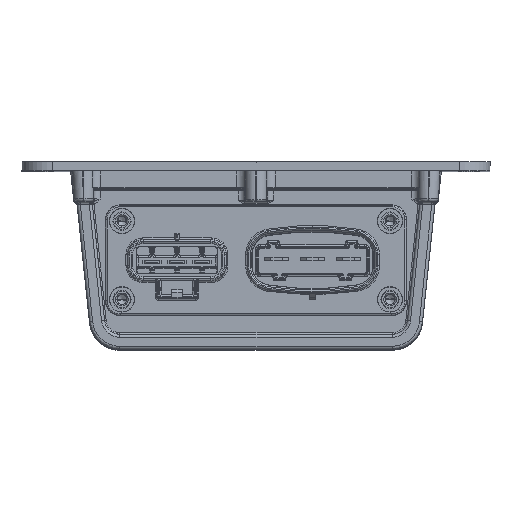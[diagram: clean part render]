
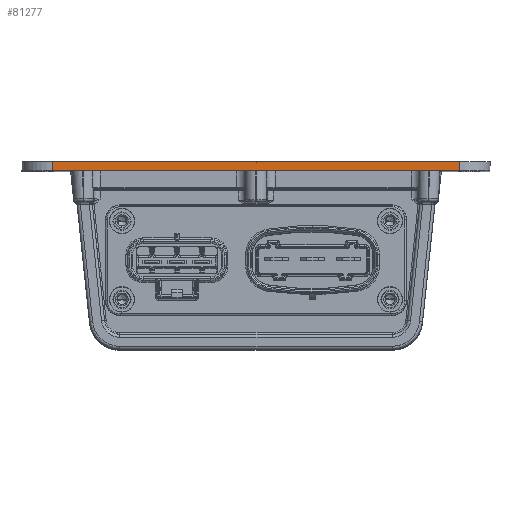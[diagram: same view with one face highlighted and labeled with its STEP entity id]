
A CAD part, top view. The second image highlights one B-rep face of the part: STEP entity #81277.
In plain terms, the highlighted planar face has unit normal (0, 0, 1).
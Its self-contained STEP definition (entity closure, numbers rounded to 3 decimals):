
#2436 = VERTEX_POINT ( 'NONE', #71470 ) ;
#6751 = DIRECTION ( 'NONE',  ( -1., 0., 0. ) ) ;
#15136 = CARTESIAN_POINT ( 'NONE',  ( -59.059, 39.791, 0.6 ) ) ;
#21370 = CARTESIAN_POINT ( 'NONE',  ( -69.059, 42.791, 0.6 ) ) ;
#22387 = VERTEX_POINT ( 'NONE', #87142 ) ;
#26686 = DIRECTION ( 'NONE',  ( 0., -1., 0. ) ) ;
#27672 = FACE_OUTER_BOUND ( 'NONE', #134948, .T. ) ;
#30005 = VERTEX_POINT ( 'NONE', #143903 ) ;
#30393 = DIRECTION ( 'NONE',  ( 0., 0., 1. ) ) ;
#39693 = EDGE_CURVE ( 'NONE', #30005, #120647, #170342, .T. ) ;
#44509 = VECTOR ( 'NONE', #6751, 1000. ) ;
#64747 = EDGE_CURVE ( 'NONE', #22387, #2436, #83941, .T. ) ;
#67778 = LINE ( 'NONE', #151816, #162511 ) ;
#71470 = CARTESIAN_POINT ( 'NONE',  ( 74.941, 39.791, 0.6 ) ) ;
#73790 = ORIENTED_EDGE ( 'NONE', *, *, #64747, .T. ) ;
#73866 = DIRECTION ( 'NONE',  ( 1., 0., 0. ) ) ;
#81277 = ADVANCED_FACE ( 'NONE', ( #27672 ), #169271, .T. ) ;
#83941 = LINE ( 'NONE', #104814, #116600 ) ;
#87142 = CARTESIAN_POINT ( 'NONE',  ( -59.059, 39.791, 0.6 ) ) ;
#88052 = ORIENTED_EDGE ( 'NONE', *, *, #134879, .T. ) ;
#99832 = CARTESIAN_POINT ( 'NONE',  ( -69.059, 39.791, 0.6 ) ) ;
#104814 = CARTESIAN_POINT ( 'NONE',  ( 7.941, 39.791, 0.6 ) ) ;
#109323 = CARTESIAN_POINT ( 'NONE',  ( -59.059, 42.791, 0.6 ) ) ;
#114641 = DIRECTION ( 'NONE',  ( 0., -1., 0. ) ) ;
#116600 = VECTOR ( 'NONE', #73866, 1000. ) ;
#120647 = VERTEX_POINT ( 'NONE', #109323 ) ;
#121717 = ORIENTED_EDGE ( 'NONE', *, *, #39693, .T. ) ;
#128356 = LINE ( 'NONE', #15136, #155943 ) ;
#134879 = EDGE_CURVE ( 'NONE', #120647, #22387, #128356, .T. ) ;
#134948 = EDGE_LOOP ( 'NONE', ( #73790, #177006, #121717, #88052 ) ) ;
#143903 = CARTESIAN_POINT ( 'NONE',  ( 74.941, 42.791, 0.6 ) ) ;
#144383 = EDGE_CURVE ( 'NONE', #30005, #2436, #67778, .T. ) ;
#151816 = CARTESIAN_POINT ( 'NONE',  ( 74.941, 39.791, 0.6 ) ) ;
#151902 = DIRECTION ( 'NONE',  ( 1., 0., 0. ) ) ;
#152519 = AXIS2_PLACEMENT_3D ( 'NONE', #99832, #30393, #151902 ) ;
#155943 = VECTOR ( 'NONE', #114641, 1000. ) ;
#162511 = VECTOR ( 'NONE', #26686, 1000. ) ;
#169271 = PLANE ( 'NONE',  #152519 ) ;
#170342 = LINE ( 'NONE', #21370, #44509 ) ;
#177006 = ORIENTED_EDGE ( 'NONE', *, *, #144383, .F. ) ;
